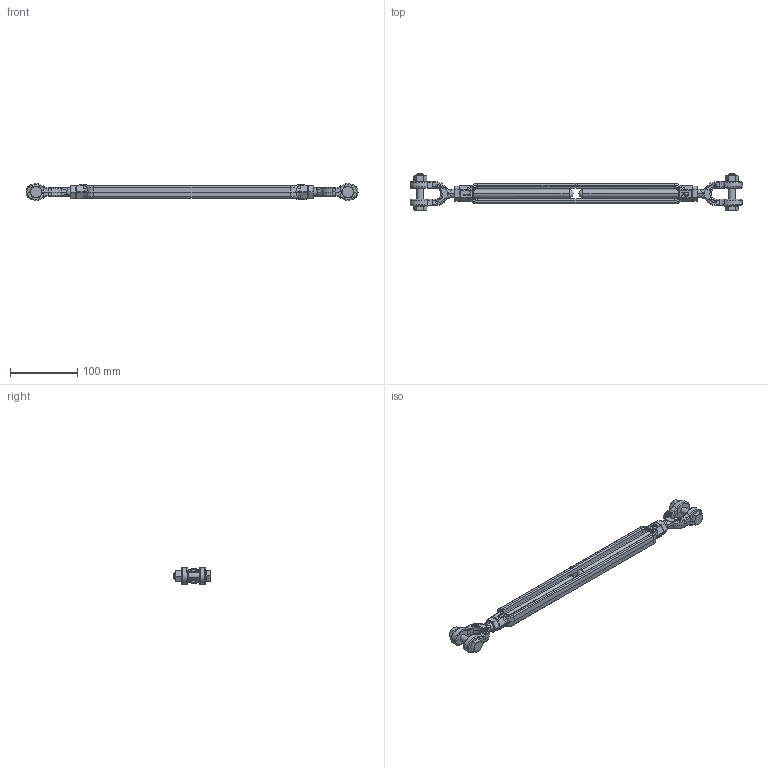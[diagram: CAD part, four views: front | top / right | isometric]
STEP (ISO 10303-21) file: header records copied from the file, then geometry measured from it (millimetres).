
FILE_DESCRIPTION(('STEP AP214'),'1');
FILE_NAME('ssgpgg1212.stp','2017-04-07T04:22:59',('TraceParts'),('TraceParts S.A.'),'Spatial InterOp 3D',' ',' ');
FILE_SCHEMA(('automotive_design'));
Length unit declared in the file: millimetre
Products named in the file (22): ssgpgg1212_1; ssgpgg1212_2; ssgpgg1212_3; ssgpgg1212_4; ssgpgg1212_5; ssgpgg1212_6; ssgpgg1212_7; ssgpgg1212_8; ssgpgg1212_9; ssgpgg1212_10; ssgpgg1212_11; ssgpgg1212_12; ssgpgg1212_13; ssgpgg1212_14; ssgpgg1212_15; ssgpgg1212_16; ssgpgg1212_17; ssgpgg1212_18; ssgpgg1212_19; ssgpgg1212_20; ssgpgg1212_21; ssgpgg1212_22
Bounding box: 494 x 55 x 24.99 mm (x, y, z)
Volume: 184404 mm3; surface area: 71617.8 mm2
Topology: 22 solids, 22 shells, 850 faces, 2080 edges, 1246 vertices
Faces by surface type: plane 326, bspline 246, cylinder 154, cone 124
Entity records: 47918 total; most frequent: CARTESIAN_POINT 22793, ORIENTED_EDGE 4100, DIRECTION 3164, EDGE_CURVE 2050, VERTEX_POINT 1246, AXIS2_PLACEMENT_3D 1106, LINE 952, VECTOR 952
